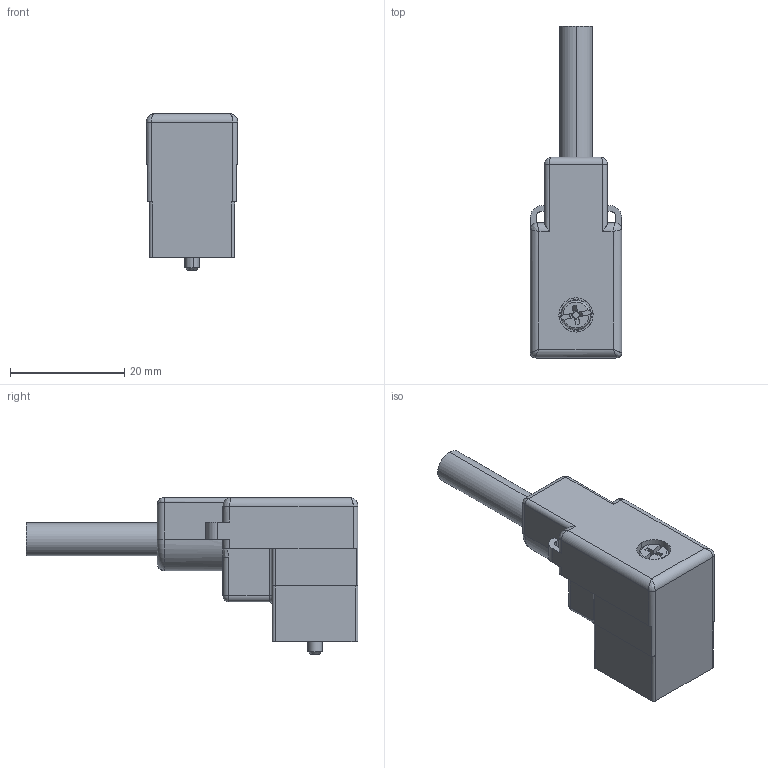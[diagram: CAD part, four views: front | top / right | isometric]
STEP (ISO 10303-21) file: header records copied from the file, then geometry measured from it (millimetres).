
FILE_DESCRIPTION(('CATIA V5 STEP Exchange','CAx-IF Rec.Pracs.--- Model Styling and Organization---1.4--- 2014-01-23'),'2;1');
FILE_NAME ('034168-3_0', '2020-08-24T17:43:12+00:00', ('none'), ('Weidmueller'), 'CATIA Version 5-6 Release 2016 SP3 HF44', 'CATIA V5 STEP AP214', 'none');
FILE_SCHEMA(('AUTOMOTIVE_DESIGN { 1 0 10303 214 1 1 1 1 }'));
Length unit declared in the file: millimetre
Products named in the file (1): 9456240150
Bounding box: 16 x 58.15 x 27.5 mm (x, y, z)
Volume: 9684.8 mm3; surface area: 3895.4 mm2
Topology: 6 solids, 6 shells, 391 faces, 1044 edges, 672 vertices
Faces by surface type: plane 242, extrusion 56, cylinder 52, cone 16, bspline 12, torus 11, sphere 2
Entity records: 12706 total; most frequent: CARTESIAN_POINT 3723, ORIENTED_EDGE 2072, DIRECTION 1414, EDGE_CURVE 1028, VECTOR 765, LINE 709, VERTEX_POINT 656, EDGE_LOOP 418
